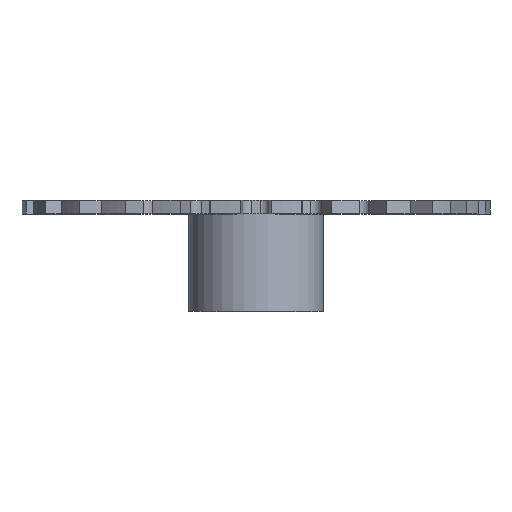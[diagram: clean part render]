
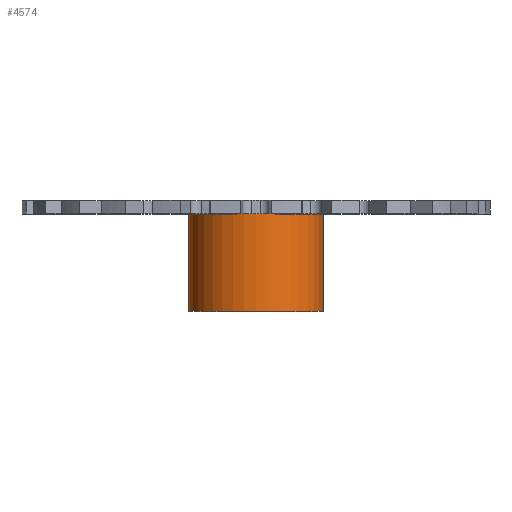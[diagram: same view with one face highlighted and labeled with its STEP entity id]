
A CAD part, top view. The second image highlights one B-rep face of the part: STEP entity #4574.
In plain terms, the highlighted cylindrical face has radius 7.6 mm (diameter 15.2 mm), a partial arc.
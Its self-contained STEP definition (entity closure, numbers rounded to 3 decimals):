
#22 = CARTESIAN_POINT ( 'NONE',  ( 7.6, 0., 0. ) ) ;
#151 = LINE ( 'NONE', #177, #4048 ) ;
#177 = CARTESIAN_POINT ( 'NONE',  ( -7.6, 1.5, 0. ) ) ;
#343 = CARTESIAN_POINT ( 'NONE',  ( -7.6, 11., 0. ) ) ;
#412 = CARTESIAN_POINT ( 'NONE',  ( -7.6, 0., 0. ) ) ;
#922 = FACE_OUTER_BOUND ( 'NONE', #3681, .T. ) ;
#1436 = EDGE_CURVE ( 'NONE', #5517, #2433, #5386, .T. ) ;
#1458 = ORIENTED_EDGE ( 'NONE', *, *, #1720, .F. ) ;
#1462 = AXIS2_PLACEMENT_3D ( 'NONE', #4342, #3909, #2630 ) ;
#1542 = DIRECTION ( 'NONE',  ( -1., 0., 0. ) ) ;
#1660 = CYLINDRICAL_SURFACE ( 'NONE', #1734, 7.6 ) ;
#1688 = EDGE_CURVE ( 'NONE', #5517, #3400, #151, .T. ) ;
#1720 = EDGE_CURVE ( 'NONE', #3400, #3458, #3647, .T. ) ;
#1730 = EDGE_CURVE ( 'NONE', #2433, #3458, #3237, .T. ) ;
#1734 = AXIS2_PLACEMENT_3D ( 'NONE', #3460, #2660, #3904 ) ;
#1896 = CARTESIAN_POINT ( 'NONE',  ( 7.6, 1.5, 0. ) ) ;
#2362 = DIRECTION ( 'NONE',  ( 0., 1., 0. ) ) ;
#2403 = CARTESIAN_POINT ( 'NONE',  ( 0., 11., 0. ) ) ;
#2433 = VERTEX_POINT ( 'NONE', #22 ) ;
#2630 = DIRECTION ( 'NONE',  ( -1., 0., 0. ) ) ;
#2660 = DIRECTION ( 'NONE',  ( 0., 1., 0. ) ) ;
#2972 = VECTOR ( 'NONE', #4908, 1000. ) ;
#3237 = LINE ( 'NONE', #1896, #2972 ) ;
#3395 = ORIENTED_EDGE ( 'NONE', *, *, #1730, .T. ) ;
#3400 = VERTEX_POINT ( 'NONE', #343 ) ;
#3458 = VERTEX_POINT ( 'NONE', #3866 ) ;
#3460 = CARTESIAN_POINT ( 'NONE',  ( 0., 1.5, 0. ) ) ;
#3647 = CIRCLE ( 'NONE', #5388, 7.6 ) ;
#3681 = EDGE_LOOP ( 'NONE', ( #4976, #3395, #1458, #4914 ) ) ;
#3866 = CARTESIAN_POINT ( 'NONE',  ( 7.6, 11., 0. ) ) ;
#3904 = DIRECTION ( 'NONE',  ( -1., 0., 0. ) ) ;
#3909 = DIRECTION ( 'NONE',  ( 0., 1., 0. ) ) ;
#4048 = VECTOR ( 'NONE', #2362, 1000. ) ;
#4342 = CARTESIAN_POINT ( 'NONE',  ( 0., 0., 0. ) ) ;
#4574 = ADVANCED_FACE ( 'NONE', ( #922 ), #1660, .T. ) ;
#4908 = DIRECTION ( 'NONE',  ( 0., 1., 0. ) ) ;
#4914 = ORIENTED_EDGE ( 'NONE', *, *, #1688, .F. ) ;
#4976 = ORIENTED_EDGE ( 'NONE', *, *, #1436, .T. ) ;
#5386 = CIRCLE ( 'NONE', #1462, 7.6 ) ;
#5388 = AXIS2_PLACEMENT_3D ( 'NONE', #2403, #5413, #1542 ) ;
#5413 = DIRECTION ( 'NONE',  ( 0., 1., 0. ) ) ;
#5517 = VERTEX_POINT ( 'NONE', #412 ) ;
